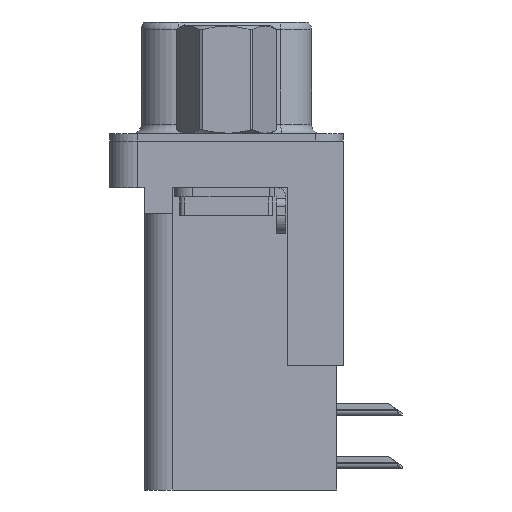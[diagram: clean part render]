
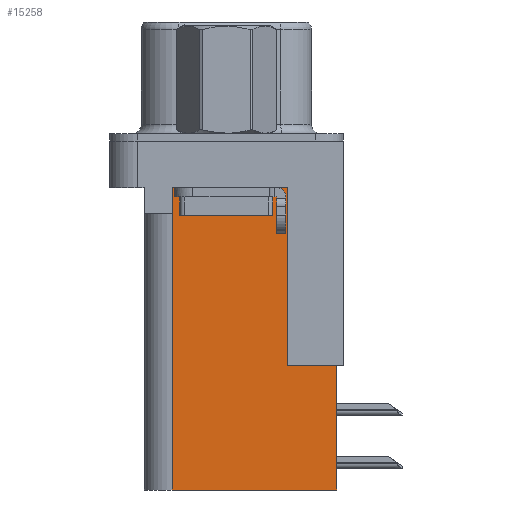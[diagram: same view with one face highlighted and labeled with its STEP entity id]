
A CAD part, left-side view. The second image highlights one B-rep face of the part: STEP entity #15258.
In plain terms, the highlighted planar face has unit normal (-1, 0, 0).
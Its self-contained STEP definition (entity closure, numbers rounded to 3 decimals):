
#477 = CARTESIAN_POINT ( 'NONE',  ( 3.79, -3.295, -18.76 ) ) ;
#619 = CARTESIAN_POINT ( 'NONE',  ( 3.79, 0., -3.9 ) ) ;
#788 = LINE ( 'NONE', #10646, #906 ) ;
#906 = VECTOR ( 'NONE', #20405, 1000. ) ;
#2015 = DIRECTION ( 'NONE',  ( 0., 0., 1. ) ) ;
#2577 = VERTEX_POINT ( 'NONE', #22987 ) ;
#2607 = DIRECTION ( 'NONE',  ( 0., 0., 1. ) ) ;
#2815 = CARTESIAN_POINT ( 'NONE',  ( 3.79, -3.295, -2.5 ) ) ;
#3973 = ORIENTED_EDGE ( 'NONE', *, *, #8911, .T. ) ;
#5159 = AXIS2_PLACEMENT_3D ( 'NONE', #13893, #11557, #28346 ) ;
#5526 = ORIENTED_EDGE ( 'NONE', *, *, #9462, .F. ) ;
#6043 = CARTESIAN_POINT ( 'NONE',  ( 3.79, 2.925, -18.76 ) ) ;
#6895 = CARTESIAN_POINT ( 'NONE',  ( 3.79, -3.295, -12.05 ) ) ;
#7075 = ORIENTED_EDGE ( 'NONE', *, *, #18374, .T. ) ;
#7257 = CARTESIAN_POINT ( 'NONE',  ( 3.79, 2.895, -3.9 ) ) ;
#7869 = CARTESIAN_POINT ( 'NONE',  ( 3.79, -6.295, -12.05 ) ) ;
#7963 = VECTOR ( 'NONE', #15527, 1000. ) ;
#7990 = LINE ( 'NONE', #29837, #7963 ) ;
#8911 = EDGE_CURVE ( 'NONE', #20266, #18355, #20762, .T. ) ;
#8968 = EDGE_CURVE ( 'NONE', #10065, #20266, #20634, .T. ) ;
#8976 = EDGE_CURVE ( 'NONE', #10065, #15612, #20675, .T. ) ;
#9072 = EDGE_CURVE ( 'NONE', #15612, #20010, #20192, .T. ) ;
#9462 = EDGE_CURVE ( 'NONE', #20010, #2577, #18604, .T. ) ;
#10065 = VERTEX_POINT ( 'NONE', #28654 ) ;
#10411 = CARTESIAN_POINT ( 'NONE',  ( 3.79, -5.925, -2. ) ) ;
#10646 = CARTESIAN_POINT ( 'NONE',  ( 3.79, 2.895, -3.9 ) ) ;
#11557 = DIRECTION ( 'NONE',  ( 1., 0., 0. ) ) ;
#12346 = ORIENTED_EDGE ( 'NONE', *, *, #15712, .T. ) ;
#13300 = VERTEX_POINT ( 'NONE', #20311 ) ;
#13893 = CARTESIAN_POINT ( 'NONE',  ( 3.79, -3.295, -18.76 ) ) ;
#14775 = ORIENTED_EDGE ( 'NONE', *, *, #19906, .T. ) ;
#15258 = ADVANCED_FACE ( 'NONE', ( #22461 ), #25928, .F. ) ;
#15527 = DIRECTION ( 'NONE',  ( 0., 1., 0. ) ) ;
#15548 = DIRECTION ( 'NONE',  ( 0., 1., 0. ) ) ;
#15612 = VERTEX_POINT ( 'NONE', #17674 ) ;
#15681 = DIRECTION ( 'NONE',  ( 0., 1., 0. ) ) ;
#15712 = EDGE_CURVE ( 'NONE', #26097, #2577, #20643, .T. ) ;
#17533 = CARTESIAN_POINT ( 'NONE',  ( 3.79, -3.295, -18.76 ) ) ;
#17674 = CARTESIAN_POINT ( 'NONE',  ( 3.79, -5.925, -18.76 ) ) ;
#18330 = VECTOR ( 'NONE', #2015, 1000. ) ;
#18355 = VERTEX_POINT ( 'NONE', #2815 ) ;
#18374 = EDGE_CURVE ( 'NONE', #18355, #13300, #7990, .T. ) ;
#18604 = LINE ( 'NONE', #31276, #18330 ) ;
#19318 = ORIENTED_EDGE ( 'NONE', *, *, #8968, .T. ) ;
#19906 = EDGE_CURVE ( 'NONE', #13300, #26097, #788, .T. ) ;
#20010 = VERTEX_POINT ( 'NONE', #6043 ) ;
#20169 = VECTOR ( 'NONE', #15548, 1000. ) ;
#20192 = LINE ( 'NONE', #477, #20169 ) ;
#20266 = VERTEX_POINT ( 'NONE', #6895 ) ;
#20311 = CARTESIAN_POINT ( 'NONE',  ( 3.79, 2.895, -2.5 ) ) ;
#20405 = DIRECTION ( 'NONE',  ( 0., 0., -1. ) ) ;
#20545 = VECTOR ( 'NONE', #24876, 1000. ) ;
#20616 = VECTOR ( 'NONE', #15681, 1000. ) ;
#20634 = LINE ( 'NONE', #7869, #20788 ) ;
#20643 = LINE ( 'NONE', #619, #20616 ) ;
#20675 = LINE ( 'NONE', #10411, #20545 ) ;
#20762 = LINE ( 'NONE', #17533, #20941 ) ;
#20788 = VECTOR ( 'NONE', #22517, 1000. ) ;
#20941 = VECTOR ( 'NONE', #2607, 1000. ) ;
#22461 = FACE_OUTER_BOUND ( 'NONE', #29228, .T. ) ;
#22517 = DIRECTION ( 'NONE',  ( 0., 1., 0. ) ) ;
#22987 = CARTESIAN_POINT ( 'NONE',  ( 3.79, 2.925, -3.9 ) ) ;
#24876 = DIRECTION ( 'NONE',  ( 0., 0., -1. ) ) ;
#25928 = PLANE ( 'NONE',  #5159 ) ;
#26097 = VERTEX_POINT ( 'NONE', #7257 ) ;
#28346 = DIRECTION ( 'NONE',  ( 0., 1., 0. ) ) ;
#28654 = CARTESIAN_POINT ( 'NONE',  ( 3.79, -5.925, -12.05 ) ) ;
#29100 = ORIENTED_EDGE ( 'NONE', *, *, #8976, .F. ) ;
#29228 = EDGE_LOOP ( 'NONE', ( #7075, #14775, #12346, #5526, #30515, #29100, #19318, #3973 ) ) ;
#29837 = CARTESIAN_POINT ( 'NONE',  ( 3.79, -3.295, -2.5 ) ) ;
#30515 = ORIENTED_EDGE ( 'NONE', *, *, #9072, .F. ) ;
#31276 = CARTESIAN_POINT ( 'NONE',  ( 3.79, 2.925, -18.76 ) ) ;
